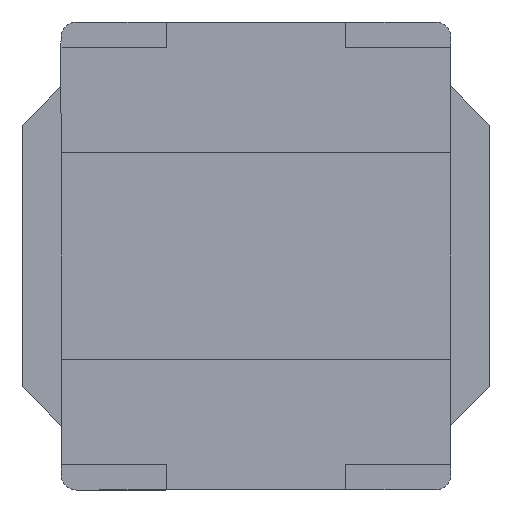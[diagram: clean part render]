
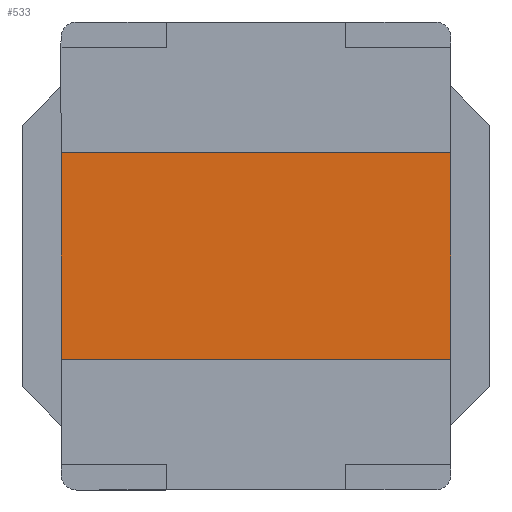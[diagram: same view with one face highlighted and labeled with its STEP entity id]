
A CAD part, front view. The second image highlights one B-rep face of the part: STEP entity #533.
In plain terms, the highlighted planar face has unit normal (0, -1, 0).
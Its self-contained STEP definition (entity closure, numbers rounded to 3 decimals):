
#14 = CARTESIAN_POINT ( 'NONE',  ( 2.5, -4.5, -1.325 ) ) ;
#185 = CARTESIAN_POINT ( 'NONE',  ( -2.5, -4.5, 2.8 ) ) ;
#205 = DIRECTION ( 'NONE',  ( 1., 0., 0. ) ) ;
#235 = FACE_OUTER_BOUND ( 'NONE', #2197, .T. ) ;
#267 = PLANE ( 'NONE',  #1891 ) ;
#336 = VECTOR ( 'NONE', #1363, 1000. ) ;
#356 = CARTESIAN_POINT ( 'NONE',  ( 2.5, -4.5, 1.325 ) ) ;
#533 = ADVANCED_FACE ( 'NONE', ( #235 ), #267, .F. ) ;
#579 = ORIENTED_EDGE ( 'NONE', *, *, #1782, .F. ) ;
#727 = DIRECTION ( 'NONE',  ( 0., 0., 1. ) ) ;
#897 = CARTESIAN_POINT ( 'NONE',  ( 2.5, -4.5, 2.8 ) ) ;
#916 = VERTEX_POINT ( 'NONE', #1011 ) ;
#917 = DIRECTION ( 'NONE',  ( 0., 0., -1. ) ) ;
#936 = VERTEX_POINT ( 'NONE', #1824 ) ;
#955 = VERTEX_POINT ( 'NONE', #1618 ) ;
#983 = LINE ( 'NONE', #897, #1641 ) ;
#1010 = LINE ( 'NONE', #14, #336 ) ;
#1011 = CARTESIAN_POINT ( 'NONE',  ( -2.5, -4.5, 1.325 ) ) ;
#1163 = LINE ( 'NONE', #185, #1191 ) ;
#1191 = VECTOR ( 'NONE', #727, 1000. ) ;
#1345 = VECTOR ( 'NONE', #205, 1000. ) ;
#1363 = DIRECTION ( 'NONE',  ( -1., 0., 0. ) ) ;
#1397 = CARTESIAN_POINT ( 'NONE',  ( 2.3, -4.5, 2.8 ) ) ;
#1524 = VERTEX_POINT ( 'NONE', #2320 ) ;
#1618 = CARTESIAN_POINT ( 'NONE',  ( -2.5, -4.5, -1.325 ) ) ;
#1641 = VECTOR ( 'NONE', #917, 1000. ) ;
#1689 = EDGE_CURVE ( 'NONE', #936, #1524, #983, .T. ) ;
#1782 = EDGE_CURVE ( 'NONE', #1524, #955, #1010, .T. ) ;
#1824 = CARTESIAN_POINT ( 'NONE',  ( 2.5, -4.5, 1.325 ) ) ;
#1891 = AXIS2_PLACEMENT_3D ( 'NONE', #1397, #2359, #1955 ) ;
#1893 = ORIENTED_EDGE ( 'NONE', *, *, #2235, .F. ) ;
#1943 = LINE ( 'NONE', #356, #1345 ) ;
#1955 = DIRECTION ( 'NONE',  ( 0., 0., 1. ) ) ;
#2090 = ORIENTED_EDGE ( 'NONE', *, *, #1689, .F. ) ;
#2197 = EDGE_LOOP ( 'NONE', ( #1893, #579, #2090, #2233 ) ) ;
#2233 = ORIENTED_EDGE ( 'NONE', *, *, #2336, .F. ) ;
#2235 = EDGE_CURVE ( 'NONE', #955, #916, #1163, .T. ) ;
#2320 = CARTESIAN_POINT ( 'NONE',  ( 2.5, -4.5, -1.325 ) ) ;
#2336 = EDGE_CURVE ( 'NONE', #916, #936, #1943, .T. ) ;
#2359 = DIRECTION ( 'NONE',  ( 0., 1., 0. ) ) ;
